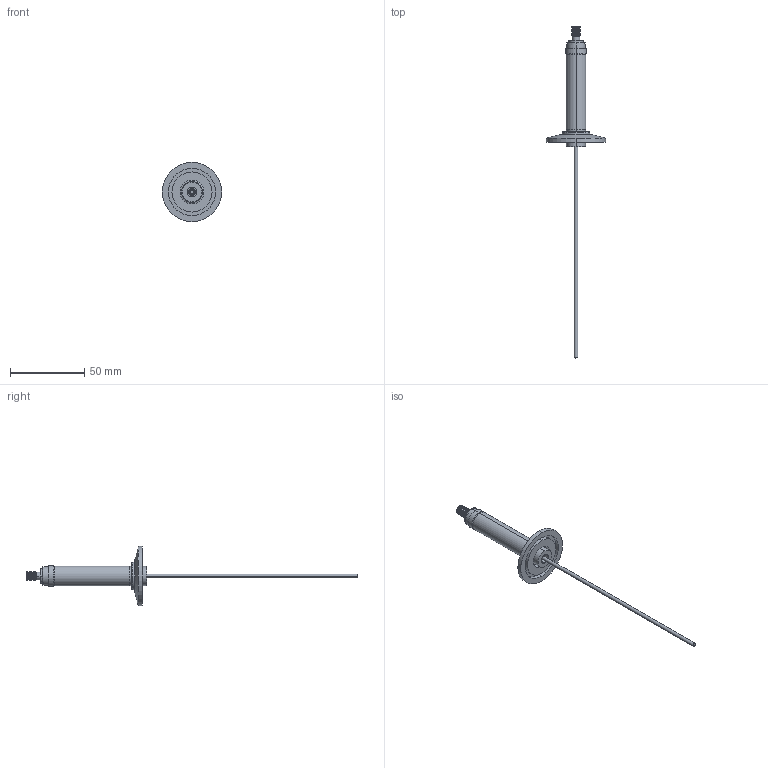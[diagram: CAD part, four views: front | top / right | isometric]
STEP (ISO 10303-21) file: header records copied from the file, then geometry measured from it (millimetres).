
FILE_DESCRIPTION (( 'STEP AP203' ), '1' );
FILE_NAME ('A5743-3-QF.STEP', '2013-06-11T11:42:56', ( '' ), ( '' ), 'SwSTEP 2.0', 'SolidWorks 2012', '' );
FILE_SCHEMA (( 'CONFIG_CONTROL_DESIGN' ));
Length unit declared in the file: inch
Products named in the file (1): A5743-3-QF
Bounding box: 39.88 x 223.9 x 39.88 mm (x, y, z)
Volume: 12047.1 mm3; surface area: 10568.6 mm2
Topology: 1 solids, 1 shells, 124 faces, 282 edges, 178 vertices
Faces by surface type: cone 48, cylinder 44, plane 20, bspline 12
Entity records: 3911 total; most frequent: CARTESIAN_POINT 923, DIRECTION 690, ORIENTED_EDGE 564, AXIS2_PLACEMENT_3D 299, EDGE_CURVE 282, CIRCLE 186, VERTEX_POINT 178, EDGE_LOOP 142
